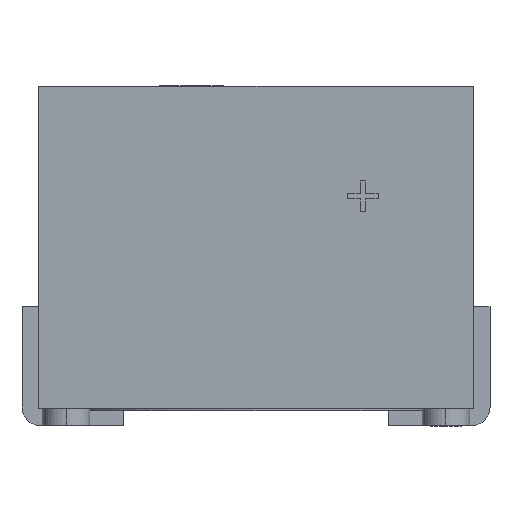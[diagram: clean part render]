
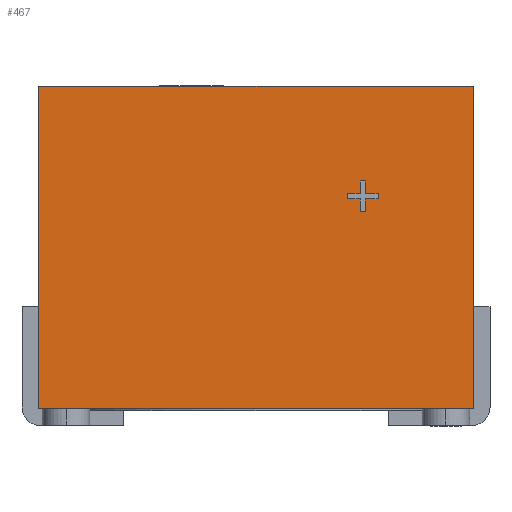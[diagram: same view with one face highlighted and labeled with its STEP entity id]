
A CAD part, top view. The second image highlights one B-rep face of the part: STEP entity #467.
In plain terms, the highlighted planar face has unit normal (0, 0, 1).
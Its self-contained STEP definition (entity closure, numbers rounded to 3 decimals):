
#10 = VECTOR ( 'NONE', #1715, 1000. ) ;
#28 = ORIENTED_EDGE ( 'NONE', *, *, #508, .F. ) ;
#51 = CARTESIAN_POINT ( 'NONE',  ( 3.603, 0., 6.4 ) ) ;
#71 = LINE ( 'NONE', #51, #1022 ) ;
#74 = CARTESIAN_POINT ( 'NONE',  ( 6.4, 9.5, 6.4 ) ) ;
#84 = LINE ( 'NONE', #629, #1165 ) ;
#91 = LINE ( 'NONE', #485, #1171 ) ;
#96 = VERTEX_POINT ( 'NONE', #154 ) ;
#97 = DIRECTION ( 'NONE',  ( 1., 0., 0. ) ) ;
#149 = EDGE_CURVE ( 'NONE', #453, #1517, #1148, .T. ) ;
#150 = DIRECTION ( 'NONE',  ( 1., 0., 0. ) ) ;
#154 = CARTESIAN_POINT ( 'NONE',  ( 3.225, 6.703, 6.4 ) ) ;
#173 = EDGE_CURVE ( 'NONE', #344, #590, #1842, .T. ) ;
#199 = VERTEX_POINT ( 'NONE', #1678 ) ;
#215 = LINE ( 'NONE', #1248, #418 ) ;
#225 = CARTESIAN_POINT ( 'NONE',  ( 2.697, 6.325, 6.4 ) ) ;
#232 = CARTESIAN_POINT ( 'NONE',  ( 0., 6.325, 6.4 ) ) ;
#238 = ORIENTED_EDGE ( 'NONE', *, *, #173, .T. ) ;
#255 = CARTESIAN_POINT ( 'NONE',  ( 0., 6.325, 6.4 ) ) ;
#307 = ORIENTED_EDGE ( 'NONE', *, *, #980, .F. ) ;
#320 = VECTOR ( 'NONE', #581, 1000. ) ;
#327 = EDGE_CURVE ( 'NONE', #1777, #862, #856, .T. ) ;
#333 = DIRECTION ( 'NONE',  ( 0., 1., 0. ) ) ;
#344 = VERTEX_POINT ( 'NONE', #225 ) ;
#358 = DIRECTION ( 'NONE',  ( 0., 0., -1. ) ) ;
#378 = CARTESIAN_POINT ( 'NONE',  ( -6.4, 0., 6.4 ) ) ;
#384 = ORIENTED_EDGE ( 'NONE', *, *, #1564, .T. ) ;
#405 = LINE ( 'NONE', #1660, #10 ) ;
#413 = DIRECTION ( 'NONE',  ( 1., 0., 0. ) ) ;
#415 = VERTEX_POINT ( 'NONE', #1522 ) ;
#418 = VECTOR ( 'NONE', #1060, 1000. ) ;
#431 = ORIENTED_EDGE ( 'NONE', *, *, #725, .F. ) ;
#453 = VERTEX_POINT ( 'NONE', #1753 ) ;
#463 = VECTOR ( 'NONE', #922, 1000. ) ;
#467 = ADVANCED_FACE ( 'NONE', ( #1333, #630 ), #1050, .F. ) ;
#481 = VECTOR ( 'NONE', #972, 1000. ) ;
#485 = CARTESIAN_POINT ( 'NONE',  ( 3.225, 0., 6.4 ) ) ;
#503 = VECTOR ( 'NONE', #959, 1000. ) ;
#508 = EDGE_CURVE ( 'NONE', #844, #862, #1622, .T. ) ;
#517 = ORIENTED_EDGE ( 'NONE', *, *, #889, .T. ) ;
#525 = VERTEX_POINT ( 'NONE', #1628 ) ;
#527 = CARTESIAN_POINT ( 'NONE',  ( -6.4, 9.5, 6.4 ) ) ;
#547 = CARTESIAN_POINT ( 'NONE',  ( 6.4, 0., 6.4 ) ) ;
#571 = EDGE_CURVE ( 'NONE', #1627, #96, #405, .T. ) ;
#581 = DIRECTION ( 'NONE',  ( 1., 0., 0. ) ) ;
#588 = VERTEX_POINT ( 'NONE', #547 ) ;
#590 = VERTEX_POINT ( 'NONE', #1680 ) ;
#629 = CARTESIAN_POINT ( 'NONE',  ( 0., 6.175, 6.4 ) ) ;
#630 = FACE_BOUND ( 'NONE', #1113, .T. ) ;
#639 = VECTOR ( 'NONE', #97, 1000. ) ;
#664 = CARTESIAN_POINT ( 'NONE',  ( 3.603, 6.325, 6.4 ) ) ;
#666 = VECTOR ( 'NONE', #150, 1000. ) ;
#700 = DIRECTION ( 'NONE',  ( 0., -1., 0. ) ) ;
#708 = CARTESIAN_POINT ( 'NONE',  ( 3.225, 0., 6.4 ) ) ;
#725 = EDGE_CURVE ( 'NONE', #1265, #96, #1643, .T. ) ;
#732 = ORIENTED_EDGE ( 'NONE', *, *, #1204, .F. ) ;
#754 = VERTEX_POINT ( 'NONE', #664 ) ;
#768 = CARTESIAN_POINT ( 'NONE',  ( 3.075, 0., 6.4 ) ) ;
#791 = CARTESIAN_POINT ( 'NONE',  ( 3.075, 5.797, 6.4 ) ) ;
#844 = VERTEX_POINT ( 'NONE', #1016 ) ;
#856 = LINE ( 'NONE', #1598, #463 ) ;
#862 = VERTEX_POINT ( 'NONE', #1529 ) ;
#884 = ORIENTED_EDGE ( 'NONE', *, *, #1176, .T. ) ;
#889 = EDGE_CURVE ( 'NONE', #1517, #588, #997, .T. ) ;
#922 = DIRECTION ( 'NONE',  ( 0., 1., 0. ) ) ;
#946 = DIRECTION ( 'NONE',  ( 1., 0., 0. ) ) ;
#959 = DIRECTION ( 'NONE',  ( 0., 1., 0. ) ) ;
#972 = DIRECTION ( 'NONE',  ( 1., 0., 0. ) ) ;
#980 = EDGE_CURVE ( 'NONE', #1777, #525, #1674, .T. ) ;
#997 = LINE ( 'NONE', #378, #1380 ) ;
#1012 = LINE ( 'NONE', #232, #639 ) ;
#1016 = CARTESIAN_POINT ( 'NONE',  ( 2.697, 6.175, 6.4 ) ) ;
#1022 = VECTOR ( 'NONE', #1621, 1000. ) ;
#1033 = LINE ( 'NONE', #1574, #666 ) ;
#1036 = LINE ( 'NONE', #74, #1766 ) ;
#1050 = PLANE ( 'NONE',  #1252 ) ;
#1060 = DIRECTION ( 'NONE',  ( 0., -1., 0. ) ) ;
#1108 = VECTOR ( 'NONE', #700, 1000. ) ;
#1113 = EDGE_LOOP ( 'NONE', ( #384, #1391, #1388, #1634, #307, #1244, #28, #732, #238, #884, #1361, #431 ) ) ;
#1141 = CARTESIAN_POINT ( 'NONE',  ( -6.4, 0., 6.4 ) ) ;
#1148 = LINE ( 'NONE', #527, #1108 ) ;
#1165 = VECTOR ( 'NONE', #1613, 1000. ) ;
#1171 = VECTOR ( 'NONE', #1194, 1000. ) ;
#1176 = EDGE_CURVE ( 'NONE', #590, #1627, #1589, .T. ) ;
#1194 = DIRECTION ( 'NONE',  ( 0., 1., 0. ) ) ;
#1204 = EDGE_CURVE ( 'NONE', #344, #844, #215, .T. ) ;
#1244 = ORIENTED_EDGE ( 'NONE', *, *, #327, .T. ) ;
#1248 = CARTESIAN_POINT ( 'NONE',  ( 2.697, 0., 6.4 ) ) ;
#1249 = VECTOR ( 'NONE', #413, 1000. ) ;
#1252 = AXIS2_PLACEMENT_3D ( 'NONE', #1274, #358, #1850 ) ;
#1263 = ORIENTED_EDGE ( 'NONE', *, *, #1293, .F. ) ;
#1265 = VERTEX_POINT ( 'NONE', #1834 ) ;
#1268 = VECTOR ( 'NONE', #333, 1000. ) ;
#1274 = CARTESIAN_POINT ( 'NONE',  ( -6.4, 9.5, 6.4 ) ) ;
#1282 = ORIENTED_EDGE ( 'NONE', *, *, #149, .T. ) ;
#1293 = EDGE_CURVE ( 'NONE', #453, #199, #1033, .T. ) ;
#1333 = FACE_OUTER_BOUND ( 'NONE', #1578, .T. ) ;
#1352 = DIRECTION ( 'NONE',  ( 0., -1., 0. ) ) ;
#1361 = ORIENTED_EDGE ( 'NONE', *, *, #571, .T. ) ;
#1380 = VECTOR ( 'NONE', #946, 1000. ) ;
#1388 = ORIENTED_EDGE ( 'NONE', *, *, #1702, .F. ) ;
#1390 = CARTESIAN_POINT ( 'NONE',  ( 0., 5.797, 6.4 ) ) ;
#1391 = ORIENTED_EDGE ( 'NONE', *, *, #1711, .T. ) ;
#1457 = CARTESIAN_POINT ( 'NONE',  ( 3.075, 6.703, 6.4 ) ) ;
#1517 = VERTEX_POINT ( 'NONE', #1141 ) ;
#1522 = CARTESIAN_POINT ( 'NONE',  ( 3.225, 6.175, 6.4 ) ) ;
#1529 = CARTESIAN_POINT ( 'NONE',  ( 3.075, 6.175, 6.4 ) ) ;
#1564 = EDGE_CURVE ( 'NONE', #1265, #754, #1012, .T. ) ;
#1574 = CARTESIAN_POINT ( 'NONE',  ( -6.4, 9.5, 6.4 ) ) ;
#1578 = EDGE_LOOP ( 'NONE', ( #517, #1597, #1263, #1282 ) ) ;
#1589 = LINE ( 'NONE', #768, #1268 ) ;
#1597 = ORIENTED_EDGE ( 'NONE', *, *, #1815, .F. ) ;
#1598 = CARTESIAN_POINT ( 'NONE',  ( 3.075, 0., 6.4 ) ) ;
#1612 = VERTEX_POINT ( 'NONE', #1755 ) ;
#1613 = DIRECTION ( 'NONE',  ( 1., 0., 0. ) ) ;
#1621 = DIRECTION ( 'NONE',  ( 0., -1., 0. ) ) ;
#1622 = LINE ( 'NONE', #1710, #1249 ) ;
#1627 = VERTEX_POINT ( 'NONE', #1457 ) ;
#1628 = CARTESIAN_POINT ( 'NONE',  ( 3.225, 5.797, 6.4 ) ) ;
#1634 = ORIENTED_EDGE ( 'NONE', *, *, #1725, .F. ) ;
#1643 = LINE ( 'NONE', #708, #503 ) ;
#1660 = CARTESIAN_POINT ( 'NONE',  ( 0., 6.703, 6.4 ) ) ;
#1674 = LINE ( 'NONE', #1390, #481 ) ;
#1678 = CARTESIAN_POINT ( 'NONE',  ( 6.4, 9.5, 6.4 ) ) ;
#1680 = CARTESIAN_POINT ( 'NONE',  ( 3.075, 6.325, 6.4 ) ) ;
#1702 = EDGE_CURVE ( 'NONE', #415, #1612, #84, .T. ) ;
#1710 = CARTESIAN_POINT ( 'NONE',  ( 0., 6.175, 6.4 ) ) ;
#1711 = EDGE_CURVE ( 'NONE', #754, #1612, #71, .T. ) ;
#1715 = DIRECTION ( 'NONE',  ( 1., 0., 0. ) ) ;
#1725 = EDGE_CURVE ( 'NONE', #525, #415, #91, .T. ) ;
#1753 = CARTESIAN_POINT ( 'NONE',  ( -6.4, 9.5, 6.4 ) ) ;
#1755 = CARTESIAN_POINT ( 'NONE',  ( 3.603, 6.175, 6.4 ) ) ;
#1766 = VECTOR ( 'NONE', #1352, 1000. ) ;
#1777 = VERTEX_POINT ( 'NONE', #791 ) ;
#1815 = EDGE_CURVE ( 'NONE', #199, #588, #1036, .T. ) ;
#1834 = CARTESIAN_POINT ( 'NONE',  ( 3.225, 6.325, 6.4 ) ) ;
#1842 = LINE ( 'NONE', #255, #320 ) ;
#1850 = DIRECTION ( 'NONE',  ( -1., 0., 0. ) ) ;
